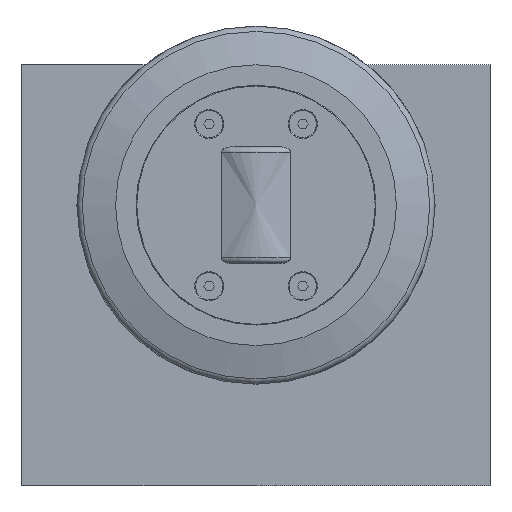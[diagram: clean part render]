
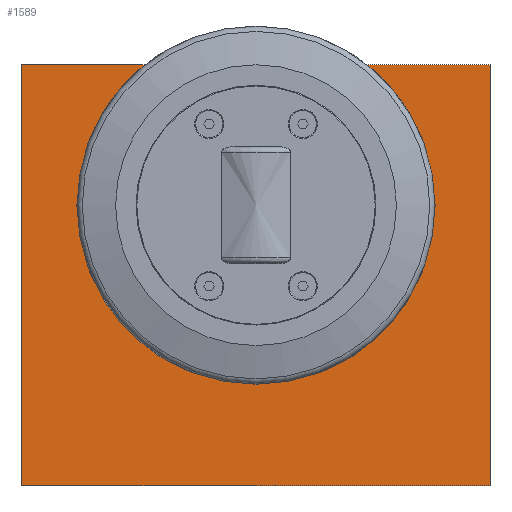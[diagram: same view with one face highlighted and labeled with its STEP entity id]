
A CAD part, front view. The second image highlights one B-rep face of the part: STEP entity #1589.
In plain terms, the highlighted planar face has unit normal (0, -1, 0).
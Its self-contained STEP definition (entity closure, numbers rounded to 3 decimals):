
#56=FACE_BOUND('',#283,.T.);
#113=CIRCLE('',#1733,51.);
#189=FACE_OUTER_BOUND('',#282,.T.);
#282=EDGE_LOOP('',(#1234,#1235,#1236,#1237));
#283=EDGE_LOOP('',(#1238));
#424=LINE('',#2553,#574);
#425=LINE('',#2555,#575);
#426=LINE('',#2557,#576);
#427=LINE('',#2558,#577);
#574=VECTOR('',#2056,10.);
#575=VECTOR('',#2057,10.);
#576=VECTOR('',#2058,10.);
#577=VECTOR('',#2059,10.);
#728=VERTEX_POINT('',#2547);
#729=VERTEX_POINT('',#2551);
#730=VERTEX_POINT('',#2552);
#731=VERTEX_POINT('',#2554);
#732=VERTEX_POINT('',#2556);
#921=EDGE_CURVE('',#728,#728,#113,.T.);
#922=EDGE_CURVE('',#729,#730,#424,.T.);
#923=EDGE_CURVE('',#731,#730,#425,.T.);
#924=EDGE_CURVE('',#732,#731,#426,.T.);
#925=EDGE_CURVE('',#732,#729,#427,.T.);
#1234=ORIENTED_EDGE('',*,*,#922,.T.);
#1235=ORIENTED_EDGE('',*,*,#923,.F.);
#1236=ORIENTED_EDGE('',*,*,#924,.F.);
#1237=ORIENTED_EDGE('',*,*,#925,.T.);
#1238=ORIENTED_EDGE('',*,*,#921,.T.);
#1520=PLANE('',#1734);
#1589=ADVANCED_FACE('',(#189,#56),#1520,.T.);
#1733=AXIS2_PLACEMENT_3D('',#2549,#2052,#2053);
#1734=AXIS2_PLACEMENT_3D('',#2550,#2054,#2055);
#2052=DIRECTION('center_axis',(0.,1.,0.));
#2053=DIRECTION('ref_axis',(0.,0.,
1.));
#2054=DIRECTION('center_axis',(0.,-1.,0.));
#2055=DIRECTION('ref_axis',(0.,0.,-1.));
#2056=DIRECTION('',(0.,0.,1.));
#2057=DIRECTION('',(1.,0.,0.));
#2058=DIRECTION('',(0.,0.,1.));
#2059=DIRECTION('',(1.,0.,0.));
#2547=CARTESIAN_POINT('',(100.,0.,69.));
#2549=CARTESIAN_POINT('Origin',(100.,0.,120.));
#2550=CARTESIAN_POINT('Origin',(0.,0.,0.));
#2551=CARTESIAN_POINT('',(200.,0.,0.));
#2552=CARTESIAN_POINT('',(200.,0.,180.));
#2553=CARTESIAN_POINT('',(200.,0.,0.));
#2554=CARTESIAN_POINT('',(0.,0.,180.));
#2555=CARTESIAN_POINT('',(0.,0.,180.));
#2556=CARTESIAN_POINT('',(0.,0.,0.));
#2557=CARTESIAN_POINT('',(0.,0.,0.));
#2558=CARTESIAN_POINT('',(0.,0.,0.));
